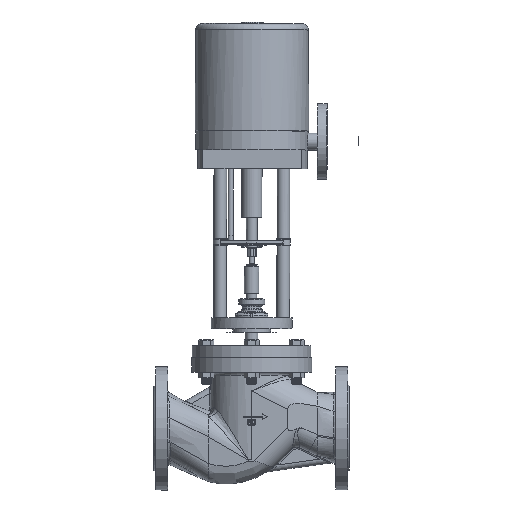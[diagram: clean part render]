
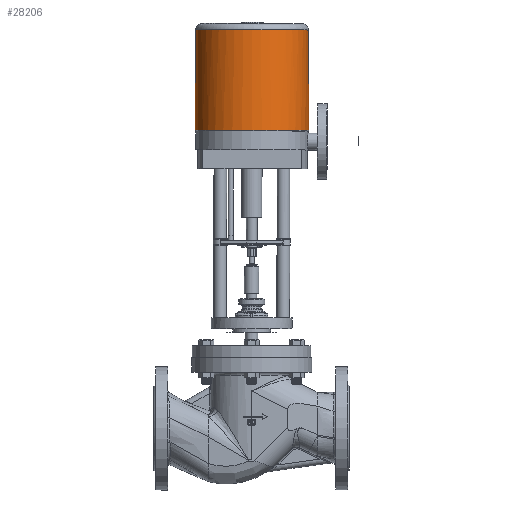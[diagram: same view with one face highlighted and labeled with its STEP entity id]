
A CAD part, top view. The second image highlights one B-rep face of the part: STEP entity #28206.
In plain terms, the highlighted cylindrical face has radius 90 mm (diameter 180 mm), a full revolution.
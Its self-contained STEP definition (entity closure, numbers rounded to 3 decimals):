
#3186=FACE_OUTER_BOUND('',#4836,.T.);
#4836=EDGE_LOOP('',(#22055,#22056,#22057,#22058,#22059,#22060,#22061,#22062,
#22063,#22064,#22065,#22066));
#6549=LINE('',#156017,#8940);
#6550=LINE('',#156021,#8941);
#6551=LINE('',#156025,#8942);
#6552=LINE('',#156029,#8943);
#6553=LINE('',#156032,#8944);
#8940=VECTOR('',#34132,1.);
#8941=VECTOR('',#34135,1.);
#8942=VECTOR('',#34138,1.);
#8943=VECTOR('',#34141,1.);
#8944=VECTOR('',#34144,90.);
#11050=CIRCLE('',#30221,90.);
#11051=CIRCLE('',#30222,90.);
#11052=CIRCLE('',#30223,90.);
#11053=CIRCLE('',#30224,90.);
#11054=CIRCLE('',#30225,90.);
#11055=CIRCLE('',#30226,90.);
#12676=VERTEX_POINT('',#156013);
#12677=VERTEX_POINT('',#156014);
#12678=VERTEX_POINT('',#156016);
#12679=VERTEX_POINT('',#156018);
#12680=VERTEX_POINT('',#156020);
#12681=VERTEX_POINT('',#156022);
#12682=VERTEX_POINT('',#156024);
#12683=VERTEX_POINT('',#156026);
#12684=VERTEX_POINT('',#156028);
#12685=VERTEX_POINT('',#156031);
#16115=EDGE_CURVE('',#12676,#12677,#11050,.T.);
#16116=EDGE_CURVE('',#12678,#12676,#6549,.T.);
#16117=EDGE_CURVE('',#12679,#12678,#11051,.T.);
#16118=EDGE_CURVE('',#12680,#12679,#6550,.T.);
#16119=EDGE_CURVE('',#12681,#12680,#11052,.T.);
#16120=EDGE_CURVE('',#12682,#12681,#6551,.T.);
#16121=EDGE_CURVE('',#12683,#12682,#11053,.T.);
#16122=EDGE_CURVE('',#12684,#12683,#6552,.T.);
#16123=EDGE_CURVE('',#12677,#12684,#11054,.T.);
#16124=EDGE_CURVE('',#12677,#12685,#6553,.T.);
#16125=EDGE_CURVE('',#12685,#12685,#11055,.T.);
#22055=ORIENTED_EDGE('',*,*,#16115,.F.);
#22056=ORIENTED_EDGE('',*,*,#16116,.F.);
#22057=ORIENTED_EDGE('',*,*,#16117,.F.);
#22058=ORIENTED_EDGE('',*,*,#16118,.F.);
#22059=ORIENTED_EDGE('',*,*,#16119,.F.);
#22060=ORIENTED_EDGE('',*,*,#16120,.F.);
#22061=ORIENTED_EDGE('',*,*,#16121,.F.);
#22062=ORIENTED_EDGE('',*,*,#16122,.F.);
#22063=ORIENTED_EDGE('',*,*,#16123,.F.);
#22064=ORIENTED_EDGE('',*,*,#16124,.T.);
#22065=ORIENTED_EDGE('',*,*,#16125,.F.);
#22066=ORIENTED_EDGE('',*,*,#16124,.F.);
#27472=CYLINDRICAL_SURFACE('',#30220,90.);
#28206=ADVANCED_FACE('',(#3186),#27472,.T.);
#30220=AXIS2_PLACEMENT_3D('',#156012,#34128,#34129);
#30221=AXIS2_PLACEMENT_3D('',#156015,#34130,#34131);
#30222=AXIS2_PLACEMENT_3D('',#156019,#34133,#34134);
#30223=AXIS2_PLACEMENT_3D('',#156023,#34136,#34137);
#30224=AXIS2_PLACEMENT_3D('',#156027,#34139,#34140);
#30225=AXIS2_PLACEMENT_3D('',#156030,#34142,#34143);
#30226=AXIS2_PLACEMENT_3D('',#156033,#34145,#34146);
#34128=DIRECTION('center_axis',(0.,-0.002,
1.));
#34129=DIRECTION('ref_axis',(1.,0.,0.));
#34130=DIRECTION('center_axis',(0.,-0.002,
1.));
#34131=DIRECTION('ref_axis',(-1.,0.,0.));
#34132=DIRECTION('',(0.,-0.002,1.));
#34133=DIRECTION('center_axis',(0.,-0.002,
1.));
#34134=DIRECTION('ref_axis',(0.,1.,0.002));
#34135=DIRECTION('',(0.,0.002,-1.));
#34136=DIRECTION('center_axis',(0.,-0.002,
1.));
#34137=DIRECTION('ref_axis',(1.,0.,0.));
#34138=DIRECTION('',(0.,-0.002,1.));
#34139=DIRECTION('center_axis',(0.,-0.002,
1.));
#34140=DIRECTION('ref_axis',(0.,-1.,-0.002));
#34141=DIRECTION('',(0.,0.002,-1.));
#34142=DIRECTION('center_axis',(0.,-0.002,
1.));
#34143=DIRECTION('ref_axis',(-1.,0.,0.));
#34144=DIRECTION('',(0.,0.002,-1.));
#34145=DIRECTION('center_axis',(0.,0.002,
-1.));
#34146=DIRECTION('ref_axis',(-1.,0.,0.));
#156012=CARTESIAN_POINT('Origin',(2809.031,1969.819,618.496));
#156013=CARTESIAN_POINT('',(2795.345,2058.62,693.676));
#156014=CARTESIAN_POINT('',(2719.03,1969.667,693.495));
#156015=CARTESIAN_POINT('Origin',(2809.03,1969.667,693.496));
#156016=CARTESIAN_POINT('',(2795.346,2058.791,609.676));
#156017=CARTESIAN_POINT('',(2795.346,2058.772,618.676));
#156018=CARTESIAN_POINT('',(2822.716,2058.791,609.677));
#156019=CARTESIAN_POINT('Origin',(2809.031,1969.837,609.496));
#156020=CARTESIAN_POINT('',(2822.715,2058.62,693.677));
#156021=CARTESIAN_POINT('',(2822.716,2058.772,618.677));
#156022=CARTESIAN_POINT('',(2822.715,1880.714,693.316));
#156023=CARTESIAN_POINT('Origin',(2809.03,1969.667,693.496));
#156024=CARTESIAN_POINT('',(2822.716,1880.884,609.316));
#156025=CARTESIAN_POINT('',(2822.716,1880.866,618.316));
#156026=CARTESIAN_POINT('',(2795.346,1880.884,609.316));
#156027=CARTESIAN_POINT('Origin',(2809.031,1969.837,609.496));
#156028=CARTESIAN_POINT('',(2795.345,1880.714,693.316));
#156029=CARTESIAN_POINT('',(2795.346,1880.866,618.316));
#156030=CARTESIAN_POINT('Origin',(2809.03,1969.667,693.496));
#156031=CARTESIAN_POINT('',(2719.032,1969.989,534.495));
#156032=CARTESIAN_POINT('',(2719.031,1969.819,618.495));
#156033=CARTESIAN_POINT('Origin',(2809.032,1969.989,534.496));
